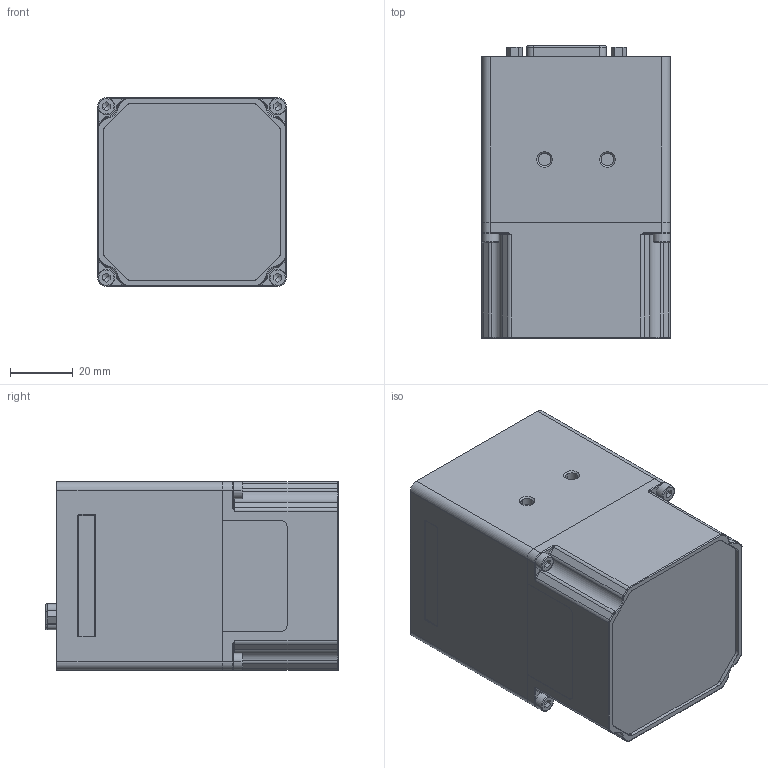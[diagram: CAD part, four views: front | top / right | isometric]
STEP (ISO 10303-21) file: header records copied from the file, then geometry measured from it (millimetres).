
FILE_DESCRIPTION((''),'2;1');
FILE_NAME('DG_141249_ZSB_EXT_ASM_1_ASM','2011-04-30T',('Ingenieurbuero Eiseler'),('Pepperl+Fuchs'),'PRO/ENGINEER BY PARAMETRIC TECHNOLOGY CORPORATION, 2007250','PRO/ENGINEER BY PARAMETRIC TECHNOLOGY CORPORATION, 2007250','');
FILE_SCHEMA(('CONFIG_CONTROL_DESIGN'));
Length unit declared in the file: millimetre
Products named in the file (15): DDE0359_04BLN8_1; DDE0359_04BLP2_1; DG_04BLP2_COVER_INTERFACE_ASM_1_ASM; STECKVERBINDER_09-0424-00-07_1; RJ45_ABGEAENDERT_1; DDE0359_HILFSELEMENT_1; DM_F15P0GX_1; DDE0359_MAC400_SPACER_SKIZZE_1; DDE1680_MAC40X_RUECKW_INT_DUMMY_ASM; ISO7046-1_M3X8_1; DDE1680_MAC40X_RUECKW_DSP_DUMMY_ASM; DDE0359_04C448_1; DDE0359_04BLP1_1; ISO4762_M3X10_1; DG_141249_ZSB_EXT_ASM_1_ASM
Assembly tree (21 placements, depth 5):
  DG_141249_ZSB_EXT_ASM_1_ASM
    DDE1680_MAC40X_RUECKW_DSP_DUMMY_ASM
      DDE0359_04BLN8_1
      DDE1680_MAC40X_RUECKW_INT_DUMMY_ASM
        DG_04BLP2_COVER_INTERFACE_ASM_1_ASM
          DDE0359_04BLP2_1
        STECKVERBINDER_09-0424-00-07_1
        RJ45_ABGEAENDERT_1
        DDE0359_HILFSELEMENT_1
        DM_F15P0GX_1
        DDE0359_MAC400_SPACER_SKIZZE_1  x2
      ISO7046-1_M3X8_1  x4
    DDE0359_04C448_1
    DDE0359_04BLP1_1
    ISO4762_M3X10_1  x4
Bounding box: 60 x 93.15 x 60 mm (x, y, z)
Volume: 299316 mm3; surface area: 59658.4 mm2
Topology: 33 solids, 33 shells, 986 faces, 2689 edges, 2140 vertices
Faces by surface type: plane 387, cylinder 335, cone 136, torus 74, bspline 38, sphere 16
Entity records: 32957 total; most frequent: CARTESIAN_POINT 6430, DIRECTION 4741, ORIENTED_EDGE 3792, EDGE_CURVE 1896, AXIS2_PLACEMENT_3D 1744, PRESENTATION_STYLE_ASSIGNMENT 1729, STYLED_ITEM 1729, CURVE_STYLE 1712
